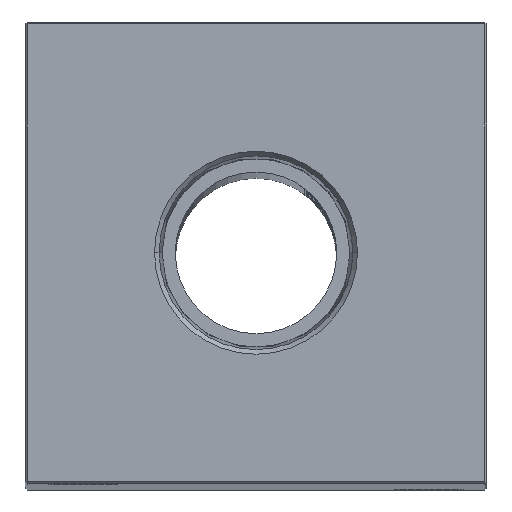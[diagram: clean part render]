
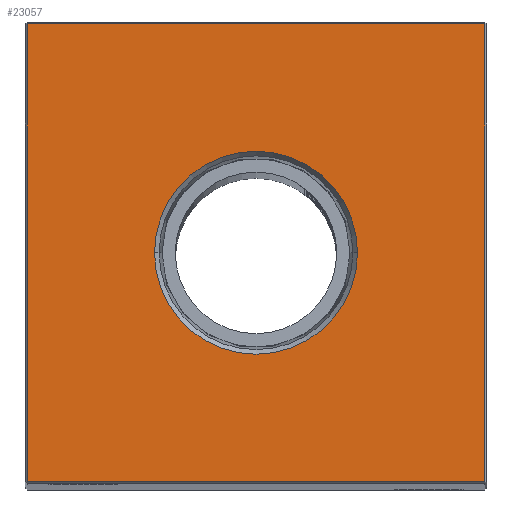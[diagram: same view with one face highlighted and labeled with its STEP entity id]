
A CAD part, top view. The second image highlights one B-rep face of the part: STEP entity #23057.
In plain terms, the highlighted planar face has unit normal (0, 0, 1).
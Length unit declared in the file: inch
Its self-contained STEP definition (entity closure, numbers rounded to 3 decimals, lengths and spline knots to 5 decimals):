
#309 = LINE ( 'NONE', #11241, #12318 ) ;
#1055 = EDGE_CURVE ( 'NONE', #29581, #18565, #17494, .T. ) ;
#1151 = CARTESIAN_POINT ( 'NONE',  ( -1.24, 1.24, 20.5 ) ) ;
#1402 = ORIENTED_EDGE ( 'NONE', *, *, #1055, .F. ) ;
#1666 = CARTESIAN_POINT ( 'NONE',  ( 1.24, -1.24, 20.5 ) ) ;
#2125 = EDGE_CURVE ( 'NONE', #18565, #29581, #6916, .T. ) ;
#2531 = VERTEX_POINT ( 'NONE', #1151 ) ;
#3597 = DIRECTION ( 'NONE',  ( 1., 0., 0. ) ) ;
#5820 = CARTESIAN_POINT ( 'NONE',  ( 0.5499, 0., 20.5 ) ) ;
#5880 = FACE_OUTER_BOUND ( 'NONE', #7586, .T. ) ;
#6231 = DIRECTION ( 'NONE',  ( 0., 0., -1. ) ) ;
#6916 = CIRCLE ( 'NONE', #26787, 0.5499 ) ;
#7586 = EDGE_LOOP ( 'NONE', ( #8201, #15416, #8524, #30742 ) ) ;
#8201 = ORIENTED_EDGE ( 'NONE', *, *, #21155, .T. ) ;
#8524 = ORIENTED_EDGE ( 'NONE', *, *, #13643, .T. ) ;
#9049 = LINE ( 'NONE', #19915, #23836 ) ;
#9196 = DIRECTION ( 'NONE',  ( 1., 0., 0. ) ) ;
#9327 = EDGE_CURVE ( 'NONE', #27847, #2531, #309, .T. ) ;
#9624 = VERTEX_POINT ( 'NONE', #1666 ) ;
#9786 = EDGE_CURVE ( 'NONE', #27545, #9624, #22691, .T. ) ;
#10280 = CARTESIAN_POINT ( 'NONE',  ( 1.24, 0., 20.5 ) ) ;
#11241 = CARTESIAN_POINT ( 'NONE',  ( 0., 1.24, 20.5 ) ) ;
#11626 = VECTOR ( 'NONE', #21128, 39.37008 ) ;
#12252 = CARTESIAN_POINT ( 'NONE',  ( 0., 0., 20.5 ) ) ;
#12318 = VECTOR ( 'NONE', #22094, 39.37008 ) ;
#12967 = AXIS2_PLACEMENT_3D ( 'NONE', #12252, #23071, #33820 ) ;
#13643 = EDGE_CURVE ( 'NONE', #9624, #27847, #34499, .T. ) ;
#15157 = VECTOR ( 'NONE', #9196, 39.37008 ) ;
#15416 = ORIENTED_EDGE ( 'NONE', *, *, #9786, .T. ) ;
#16221 = CARTESIAN_POINT ( 'NONE',  ( -1.24, -1.24, 20.5 ) ) ;
#16768 = FACE_BOUND ( 'NONE', #26937, .T. ) ;
#17037 = AXIS2_PLACEMENT_3D ( 'NONE', #30561, #6231, #17133 ) ;
#17133 = DIRECTION ( 'NONE',  ( -1., 0., 0. ) ) ;
#17197 = CARTESIAN_POINT ( 'NONE',  ( 0., 0., 20.5 ) ) ;
#17494 = CIRCLE ( 'NONE', #12967, 0.5499 ) ;
#18565 = VERTEX_POINT ( 'NONE', #5820 ) ;
#19578 = CARTESIAN_POINT ( 'NONE',  ( 1.24, 1.24, 20.5 ) ) ;
#19915 = CARTESIAN_POINT ( 'NONE',  ( -1.24, 0., 20.5 ) ) ;
#21128 = DIRECTION ( 'NONE',  ( 0., 1., 0. ) ) ;
#21155 = EDGE_CURVE ( 'NONE', #2531, #27545, #9049, .T. ) ;
#22094 = DIRECTION ( 'NONE',  ( -1., 0., 0. ) ) ;
#22691 = LINE ( 'NONE', #33431, #15157 ) ;
#23057 = ADVANCED_FACE ( 'NONE', ( #5880, #16768 ), #27567, .F. ) ;
#23071 = DIRECTION ( 'NONE',  ( 0., 0., 1. ) ) ;
#23836 = VECTOR ( 'NONE', #30651, 39.37008 ) ;
#26787 = AXIS2_PLACEMENT_3D ( 'NONE', #17197, #27978, #3597 ) ;
#26937 = EDGE_LOOP ( 'NONE', ( #33395, #1402 ) ) ;
#27545 = VERTEX_POINT ( 'NONE', #16221 ) ;
#27567 = PLANE ( 'NONE',  #17037 ) ;
#27847 = VERTEX_POINT ( 'NONE', #19578 ) ;
#27978 = DIRECTION ( 'NONE',  ( 0., 0., 1. ) ) ;
#29581 = VERTEX_POINT ( 'NONE', #30090 ) ;
#30090 = CARTESIAN_POINT ( 'NONE',  ( -0.5499, 0., 20.5 ) ) ;
#30561 = CARTESIAN_POINT ( 'NONE',  ( 0., 0., 20.5 ) ) ;
#30651 = DIRECTION ( 'NONE',  ( 0., -1., 0. ) ) ;
#30742 = ORIENTED_EDGE ( 'NONE', *, *, #9327, .T. ) ;
#33395 = ORIENTED_EDGE ( 'NONE', *, *, #2125, .F. ) ;
#33431 = CARTESIAN_POINT ( 'NONE',  ( 0., -1.24, 20.5 ) ) ;
#33820 = DIRECTION ( 'NONE',  ( 1., 0., 0. ) ) ;
#34499 = LINE ( 'NONE', #10280, #11626 ) ;
